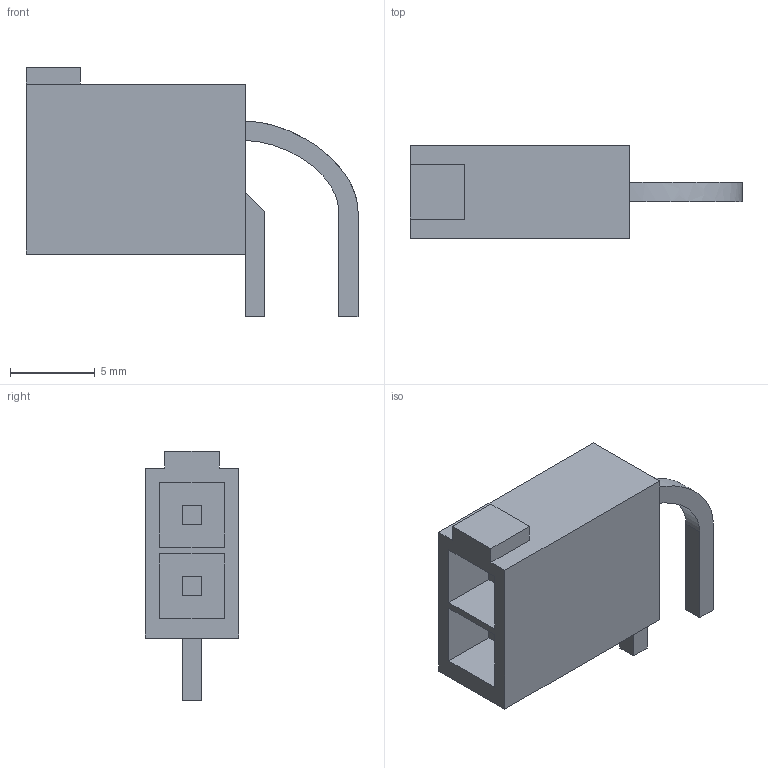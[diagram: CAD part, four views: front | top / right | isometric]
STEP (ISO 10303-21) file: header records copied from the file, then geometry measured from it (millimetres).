
FILE_DESCRIPTION (( 'STEP AP214' ), '1' );
FILE_NAME ('KLS1-4.20-2x01.STEP', '2022-10-06T06:34:09', ( '' ), ( '' ), 'SwSTEP 2.0', 'SolidWorks 2019', '' );
FILE_SCHEMA (( 'AUTOMOTIVE_DESIGN' ));
Length unit declared in the file: millimetre
Products named in the file (1): KLS1-4.20-2x01
Bounding box: 19.54 x 5.5 x 14.7 mm (x, y, z)
Volume: 486.6 mm3; surface area: 1028.5 mm2
Topology: 3 solids, 3 shells, 39 faces, 93 edges, 62 vertices
Faces by surface type: plane 37, bspline 2
Entity records: 1209 total; most frequent: CARTESIAN_POINT 237, ORIENTED_EDGE 186, DIRECTION 165, EDGE_CURVE 93, LINE 89, VECTOR 89, VERTEX_POINT 62, EDGE_LOOP 41
